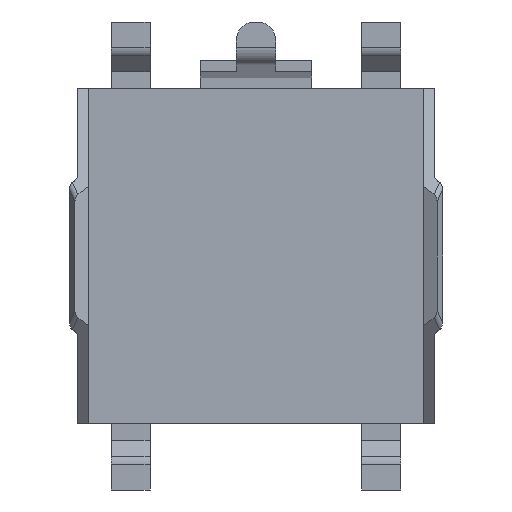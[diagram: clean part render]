
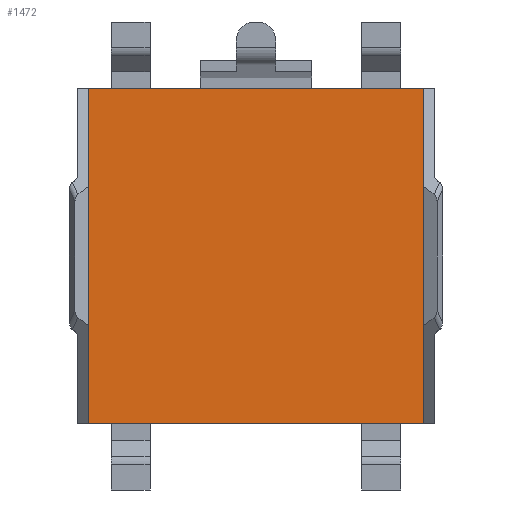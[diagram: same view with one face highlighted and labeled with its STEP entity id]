
A CAD part, front view. The second image highlights one B-rep face of the part: STEP entity #1472.
In plain terms, the highlighted planar face has unit normal (0, -1, 0).
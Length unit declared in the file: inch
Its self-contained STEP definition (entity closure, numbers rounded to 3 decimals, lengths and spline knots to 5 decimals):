
#145 = ORIENTED_EDGE ( 'NONE', *, *, #4204, .F. ) ;
#295 = FACE_OUTER_BOUND ( 'NONE', #503, .T. ) ;
#503 = EDGE_LOOP ( 'NONE', ( #145, #1115, #3784, #2820 ) ) ;
#594 = EDGE_CURVE ( 'NONE', #3546, #4254, #1831, .T. ) ;
#652 = DIRECTION ( 'NONE',  ( 1., 0., 0. ) ) ;
#687 = CARTESIAN_POINT ( 'NONE',  ( 0., 0., 0. ) ) ;
#971 = VECTOR ( 'NONE', #4089, 39.37008 ) ;
#1006 = PLANE ( 'NONE',  #1144 ) ;
#1115 = ORIENTED_EDGE ( 'NONE', *, *, #2195, .F. ) ;
#1141 = VERTEX_POINT ( 'NONE', #2608 ) ;
#1144 = AXIS2_PLACEMENT_3D ( 'NONE', #687, #4827, #652 ) ;
#1397 = DIRECTION ( 'NONE',  ( 0., 0., 1. ) ) ;
#1472 = ADVANCED_FACE ( 'NONE', ( #295 ), #1006, .F. ) ;
#1473 = CARTESIAN_POINT ( 'NONE',  ( -0.11811, 0., -0.11811 ) ) ;
#1831 = LINE ( 'NONE', #3297, #971 ) ;
#1977 = CARTESIAN_POINT ( 'NONE',  ( 0.11811, 0., -0.11811 ) ) ;
#2035 = LINE ( 'NONE', #3846, #2087 ) ;
#2087 = VECTOR ( 'NONE', #4656, 39.37008 ) ;
#2133 = CARTESIAN_POINT ( 'NONE',  ( 0.11811, 0., -0.11811 ) ) ;
#2195 = EDGE_CURVE ( 'NONE', #3706, #1141, #2035, .T. ) ;
#2608 = CARTESIAN_POINT ( 'NONE',  ( 0.11811, 0., 0.11811 ) ) ;
#2673 = CARTESIAN_POINT ( 'NONE',  ( -0.11811, 0., 0.11811 ) ) ;
#2788 = CARTESIAN_POINT ( 'NONE',  ( -0.11811, 0., -0.11811 ) ) ;
#2820 = ORIENTED_EDGE ( 'NONE', *, *, #594, .F. ) ;
#3297 = CARTESIAN_POINT ( 'NONE',  ( -0.11811, 0., -0.11811 ) ) ;
#3471 = LINE ( 'NONE', #1977, #3582 ) ;
#3546 = VERTEX_POINT ( 'NONE', #2133 ) ;
#3582 = VECTOR ( 'NONE', #4574, 39.37008 ) ;
#3706 = VERTEX_POINT ( 'NONE', #2673 ) ;
#3784 = ORIENTED_EDGE ( 'NONE', *, *, #4014, .F. ) ;
#3846 = CARTESIAN_POINT ( 'NONE',  ( -0.11811, 0., 0.11811 ) ) ;
#4014 = EDGE_CURVE ( 'NONE', #4254, #3706, #4824, .T. ) ;
#4089 = DIRECTION ( 'NONE',  ( -1., 0., 0. ) ) ;
#4204 = EDGE_CURVE ( 'NONE', #1141, #3546, #3471, .T. ) ;
#4254 = VERTEX_POINT ( 'NONE', #2788 ) ;
#4365 = VECTOR ( 'NONE', #1397, 39.37008 ) ;
#4574 = DIRECTION ( 'NONE',  ( 0., 0., -1. ) ) ;
#4656 = DIRECTION ( 'NONE',  ( 1., 0., 0. ) ) ;
#4824 = LINE ( 'NONE', #1473, #4365 ) ;
#4827 = DIRECTION ( 'NONE',  ( 0., 1., 0. ) ) ;
